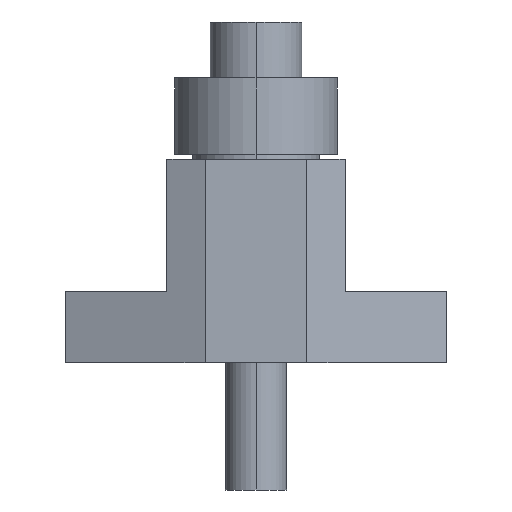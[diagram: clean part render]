
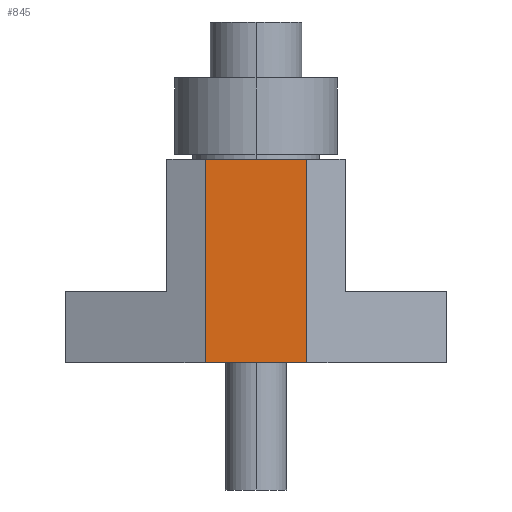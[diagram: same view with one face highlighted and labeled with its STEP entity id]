
A CAD part, left-side view. The second image highlights one B-rep face of the part: STEP entity #845.
In plain terms, the highlighted face is planar.
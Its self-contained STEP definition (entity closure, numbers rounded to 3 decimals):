
#12 = ORIENTED_EDGE ( 'NONE', *, *, #2257, .T. ) ;
#247 = FACE_OUTER_BOUND ( 'NONE', #2096, .T. ) ;
#301 = CARTESIAN_POINT ( 'NONE',  ( 10., 17.5, 40. ) ) ;
#526 = LINE ( 'NONE', #1360, #669 ) ;
#593 = VERTEX_POINT ( 'NONE', #1216 ) ;
#596 = CARTESIAN_POINT ( 'NONE',  ( 10., 17.5, 0. ) ) ;
#598 = DIRECTION ( 'NONE',  ( 1., 0., 0. ) ) ;
#621 = VERTEX_POINT ( 'NONE', #714 ) ;
#669 = VECTOR ( 'NONE', #2099, 1000. ) ;
#670 = ORIENTED_EDGE ( 'NONE', *, *, #1050, .F. ) ;
#714 = CARTESIAN_POINT ( 'NONE',  ( 10., 17.5, 40. ) ) ;
#834 = EDGE_CURVE ( 'NONE', #621, #2201, #1200, .T. ) ;
#840 = ORIENTED_EDGE ( 'NONE', *, *, #2049, .F. ) ;
#845 = ADVANCED_FACE ( 'NONE', ( #247 ), #1420, .F. ) ;
#958 = LINE ( 'NONE', #2336, #1159 ) ;
#1050 = EDGE_CURVE ( 'NONE', #621, #593, #1856, .T. ) ;
#1159 = VECTOR ( 'NONE', #2286, 1000. ) ;
#1184 = DIRECTION ( 'NONE',  ( 0., 0., -1. ) ) ;
#1200 = LINE ( 'NONE', #1969, #2075 ) ;
#1216 = CARTESIAN_POINT ( 'NONE',  ( -10., 17.5, 40. ) ) ;
#1355 = AXIS2_PLACEMENT_3D ( 'NONE', #1799, #1766, #598 ) ;
#1360 = CARTESIAN_POINT ( 'NONE',  ( -10., 17.5, 14. ) ) ;
#1420 = PLANE ( 'NONE',  #1355 ) ;
#1567 = CARTESIAN_POINT ( 'NONE',  ( -10., 17.5, 0. ) ) ;
#1766 = DIRECTION ( 'NONE',  ( 0., -1., 0. ) ) ;
#1799 = CARTESIAN_POINT ( 'NONE',  ( 10., 17.5, 14. ) ) ;
#1856 = LINE ( 'NONE', #301, #2270 ) ;
#1969 = CARTESIAN_POINT ( 'NONE',  ( 10., 17.5, 14. ) ) ;
#2026 = DIRECTION ( 'NONE',  ( -1., 0., 0. ) ) ;
#2049 = EDGE_CURVE ( 'NONE', #593, #2380, #526, .T. ) ;
#2075 = VECTOR ( 'NONE', #1184, 1000. ) ;
#2096 = EDGE_LOOP ( 'NONE', ( #12, #840, #670, #2301 ) ) ;
#2099 = DIRECTION ( 'NONE',  ( 0., 0., -1. ) ) ;
#2201 = VERTEX_POINT ( 'NONE', #596 ) ;
#2257 = EDGE_CURVE ( 'NONE', #2201, #2380, #958, .T. ) ;
#2270 = VECTOR ( 'NONE', #2026, 1000. ) ;
#2286 = DIRECTION ( 'NONE',  ( -1., 0., 0. ) ) ;
#2301 = ORIENTED_EDGE ( 'NONE', *, *, #834, .T. ) ;
#2336 = CARTESIAN_POINT ( 'NONE',  ( 10., 17.5, 0. ) ) ;
#2380 = VERTEX_POINT ( 'NONE', #1567 ) ;
